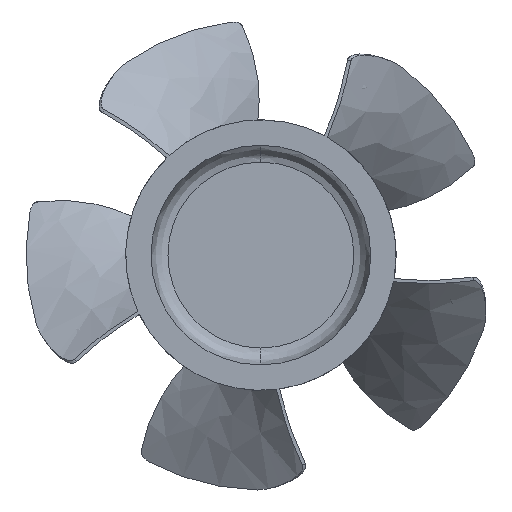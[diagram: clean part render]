
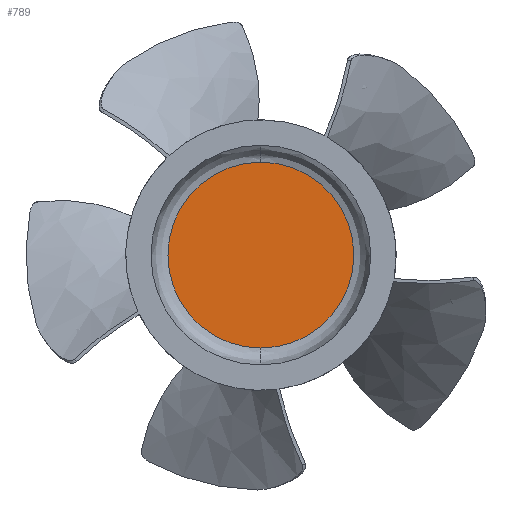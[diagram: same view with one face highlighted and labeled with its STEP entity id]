
A CAD part, left-side view. The second image highlights one B-rep face of the part: STEP entity #789.
In plain terms, the highlighted planar face has unit normal (-1, 0, 0).
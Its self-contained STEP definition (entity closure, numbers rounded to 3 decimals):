
#51=CIRCLE('',#855,4.583);
#52=CIRCLE('',#856,4.583);
#60=PLANE('',#857);
#123=FACE_OUTER_BOUND('',#172,.T.);
#172=EDGE_LOOP('',(#710,#711));
#335=VERTEX_POINT('',#2538);
#336=VERTEX_POINT('',#2546);
#459=EDGE_CURVE('',#336,#335,#51,.T.);
#461=EDGE_CURVE('',#335,#336,#52,.T.);
#710=ORIENTED_EDGE('',*,*,#461,.T.);
#711=ORIENTED_EDGE('',*,*,#459,.T.);
#789=ADVANCED_FACE('',(#123),#60,.F.);
#855=AXIS2_PLACEMENT_3D('',#2547,#963,#964);
#856=AXIS2_PLACEMENT_3D('',#2618,#965,#966);
#857=AXIS2_PLACEMENT_3D('',#2619,#967,#968);
#963=DIRECTION('center_axis',(-1.,0.,0.));
#964=DIRECTION('ref_axis',(0.,0.,-1.));
#965=DIRECTION('center_axis',(-1.,0.,0.));
#966=DIRECTION('ref_axis',(0.,0.809,-0.588));
#967=DIRECTION('center_axis',(1.,0.,0.));
#968=DIRECTION('ref_axis',(0.,0.,-1.));
#2538=CARTESIAN_POINT('',(5.714,-0.625,5.761));
#2546=CARTESIAN_POINT('',(5.714,-0.625,-3.405));
#2547=CARTESIAN_POINT('Origin',(5.714,-0.625,1.178));
#2618=CARTESIAN_POINT('Origin',(5.714,-0.625,1.178));
#2619=CARTESIAN_POINT('Origin',(5.714,-0.625,1.178));
